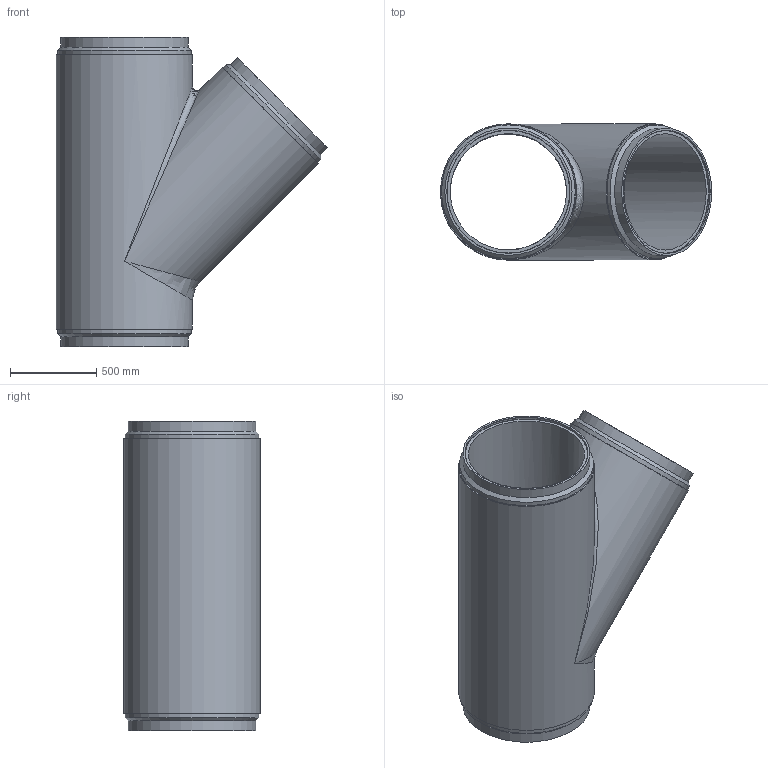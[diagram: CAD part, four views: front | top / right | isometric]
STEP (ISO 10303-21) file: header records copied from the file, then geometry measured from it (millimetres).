
FILE_DESCRIPTION(/* description */ ('26 1/2" ID x 2 1/4" WALL x 45° HCWI LATERAL, 19 1/2" x 51" x 51", ASTM A532 CLASS III TYPE A, LEVEL 2, PF#(TBD)'),/* implementation_level */ '2;1');
FILE_NAME(/* name */ 'A1-19037-100-05 HCWI lateral - 1-10-20.stp',/* time_stamp */ '2020-01-10T10:19:54-07:00',/* author */ ('Graeme_Van_Dongen'),/* organization */ (''),/* preprocessor_version */ 'ST-DEVELOPER v16.5',/* originating_system */ 'Autodesk Inventor 2017',/* authorisation */ '');
FILE_SCHEMA (('AUTOMOTIVE_DESIGN { 1 0 10303 214 3 1 1 }'));
Length unit declared in the file: inch
Products named in the file (1): A1-19037-100-05 HCWI lateral
Bounding box: 1569.97 x 787.4 x 1790.4 mm (x, y, z)
Volume: 303017499.7 mm3; surface area: 11345151.3 mm2
Topology: 1 solids, 1 shells, 38 faces, 81 edges, 43 vertices
Faces by surface type: cylinder 13, plane 9, cone 6, torus 6, bspline 4
Full cylindrical faces by diameter (mm): 673.1 x2, 711.2 x3, 736.6 x3, 774.192 x3, 787.4 x2
Entity records: 1496 total; most frequent: CARTESIAN_POINT 807, DIRECTION 152, ORIENTED_EDGE 82, AXIS2_PLACEMENT_3D 76, EDGE_LOOP 74, EDGE_CURVE 41, FACE_OUTER_BOUND 38, ADVANCED_FACE 38
